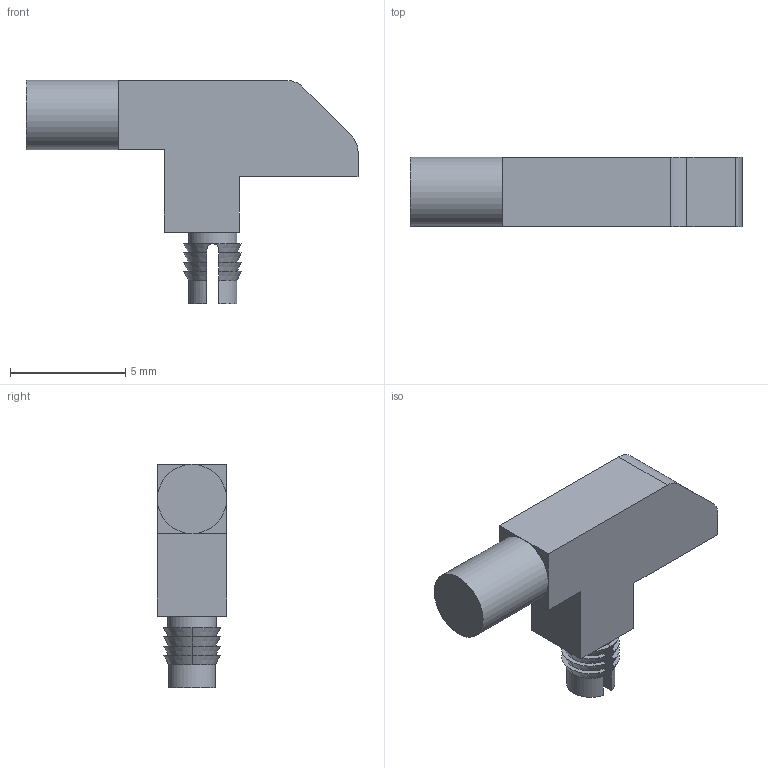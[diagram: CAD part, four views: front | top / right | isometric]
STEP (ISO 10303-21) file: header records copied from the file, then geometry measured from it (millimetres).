
FILE_DESCRIPTION(('FreeCAD Model'),'2;1');
FILE_NAME('12711001.step' ,'2020-06-22T21:41:22',(''),(''),'Open CASCADE STEP processor 7.3', 'FreeCAD','Unknown');
FILE_SCHEMA(('AUTOMOTIVE_DESIGN { 1 0 10303 214 1 1 1 1 }'));
Length unit declared in the file: millimetre
Products named in the file (1): Body
Bounding box: 14.4 x 3 x 9.68 mm (x, y, z)
Volume: 173.2 mm3; surface area: 261.3 mm2
Topology: 1 solids, 1 shells, 47 faces, 127 edges, 83 vertices
Faces by surface type: plane 27, cone 12, cylinder 8
Full cylindrical faces by diameter (mm): 2.1 x1, 3 x1
Entity records: 3420 total; most frequent: CARTESIAN_POINT 814, DIRECTION 510, ORIENTED_EDGE 254, PCURVE 254, DEFINITIONAL_REPRESENTATION 254, LINE 235, VECTOR 235, EDGE_CURVE 127
